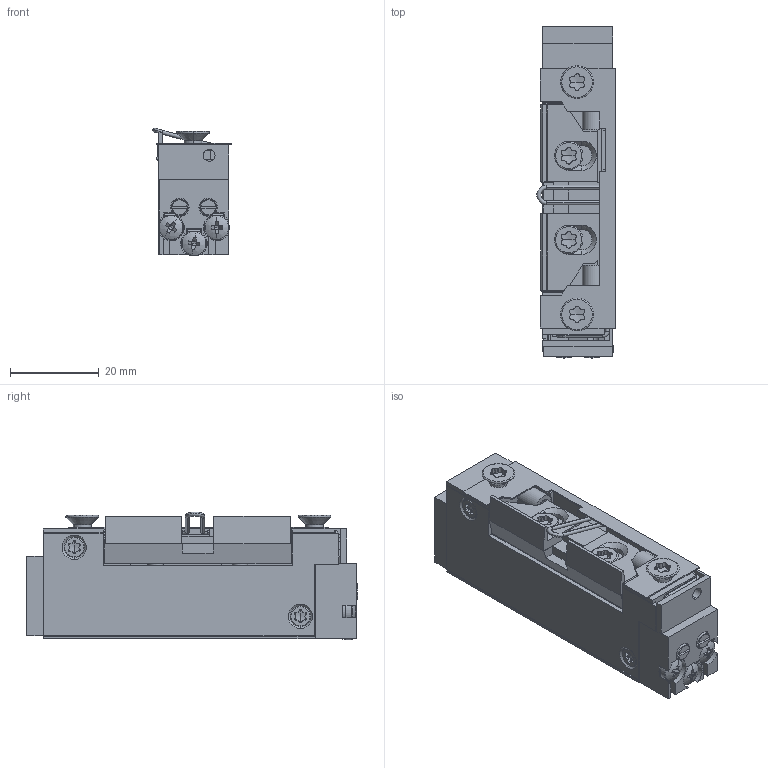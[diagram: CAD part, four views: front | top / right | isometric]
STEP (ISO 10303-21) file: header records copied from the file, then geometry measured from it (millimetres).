
FILE_DESCRIPTION (( 'STEP AP214' ), '1' );
FILE_NAME ('SEM3CR-V2.STEP', '2021-07-30T12:06:53', ( '' ), ( '' ), 'SwSTEP 2.0', 'SolidWorks 2020', '' );
FILE_SCHEMA (( 'AUTOMOTIVE_DESIGN' ));
Length unit declared in the file: millimetre
Products named in the file (19): SEM3CR-V2; EP0070-BLACKTERMINAL BLOCK ASSEMBLY; PP0047-RED TERMINAL BLOCK; EP0064-MICROSWITCH; MP1058-LANGUETTE RESSORT; PP0049-BLACK TERMINAL BLOCK; MP1056-BOITIER; FP0057-ISO14581 M2.5 x 5; FP0282-ISO14581 M3.5 x 8; MP1055-SUPPORT DEMI TOUR; MP1054-DEMI TOUR_contact; ISO 7045 - M3 x 5 - Z --- 5C_ISO 7045 - M3 x 5 - Z --- 5C; EP0072-VARISTOR; EP0068-RED TERMINAL BLOCK ASSEMBLY; FP0060-TB INSERT NUTM3_SERTI; MP1057-COUVERCLE; ISO 1207 - M2 x 10 --- 10N_ISO 1207 - M2 x 10 --- 10N; MP0229-CONTACT SPRING COVER V2_V2; FP0058-ISO14581 M4 x 8
Assembly tree (34 placements, depth 3):
  SEM3CR-V2
    MP1056-BOITIER
    MP1055-SUPPORT DEMI TOUR
    MP1054-DEMI TOUR_contact
    MP1057-COUVERCLE
    EP0068-RED TERMINAL BLOCK ASSEMBLY
      PP0047-RED TERMINAL BLOCK
      FP0060-TB INSERT NUTM3_SERTI  x4
      ISO 7045 - M3 x 5 - Z --- 5C_ISO 7045 - M3 x 5 - Z --- 5C  x4
      EP0072-VARISTOR
    FP0282-ISO14581 M3.5 x 8  x2
    FP0058-ISO14581 M4 x 8  x2
    FP0057-ISO14581 M2.5 x 5  x2
    EP0070-BLACKTERMINAL BLOCK ASSEMBLY
      PP0049-BLACK TERMINAL BLOCK
      FP0060-TB INSERT NUTM3_SERTI  x3
      ISO 7045 - M3 x 5 - Z --- 5C_ISO 7045 - M3 x 5 - Z --- 5C  x3
      EP0064-MICROSWITCH
      ISO 1207 - M2 x 10 --- 10N_ISO 1207 - M2 x 10 --- 10N  x2
    MP1058-LANGUETTE RESSORT
    MP0229-CONTACT SPRING COVER V2_V2
Bounding box: 17.7 x 75 x 28.84 mm (x, y, z)
Volume: 18266.6 mm3; surface area: 20689.5 mm2
Topology: 32 solids, 32 shells, 1320 faces, 3514 edges, 2229 vertices
Faces by surface type: plane 626, cylinder 372, cone 203, torus 105, sphere 14
Entity records: 21734 total; most frequent: CARTESIAN_POINT 4263, ORIENTED_EDGE 3496, DIRECTION 3457, EDGE_CURVE 1748, AXIS2_PLACEMENT_3D 1197, VERTEX_POINT 1134, LINE 1063, VECTOR 1063
